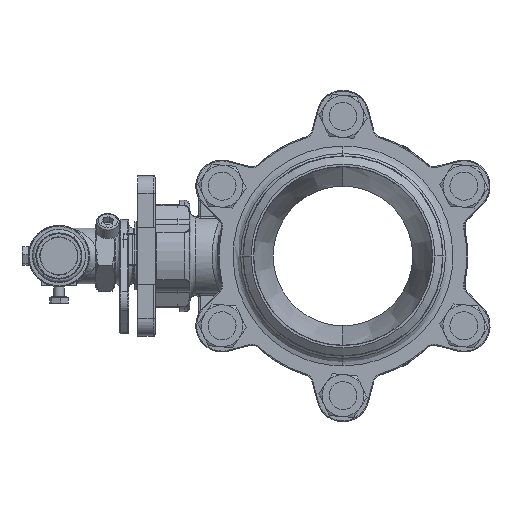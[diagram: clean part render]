
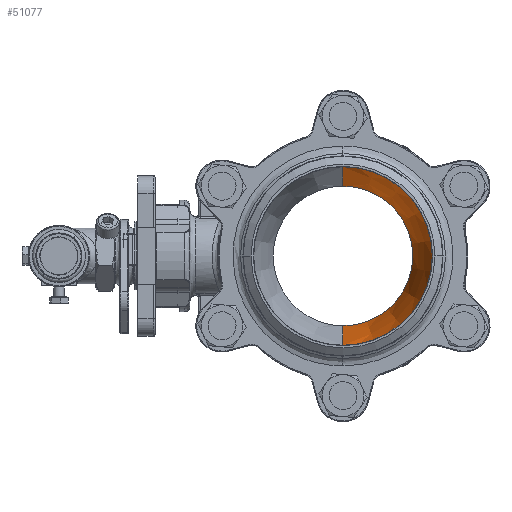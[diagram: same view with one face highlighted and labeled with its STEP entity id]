
A CAD part, left-side view. The second image highlights one B-rep face of the part: STEP entity #51077.
In plain terms, the highlighted conical face has half-angle 15.955 degrees and reference radius 51.15 mm.
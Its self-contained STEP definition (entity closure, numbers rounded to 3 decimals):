
#1505 = AXIS2_PLACEMENT_3D ( 'NONE', #24499, #93693, #34400 ) ;
#14852 = CIRCLE ( 'NONE', #109327, 40. ) ;
#16130 = CONICAL_SURFACE ( 'NONE', #56781, 51.15, 0.278 ) ;
#18012 = CARTESIAN_POINT ( 'NONE',  ( -93.5, 0., -51.15 ) ) ;
#18835 = LINE ( 'NONE', #56924, #54460 ) ;
#21091 = ORIENTED_EDGE ( 'NONE', *, *, #123156, .T. ) ;
#24499 = CARTESIAN_POINT ( 'NONE',  ( -93.5, 0., 0. ) ) ;
#25860 = ORIENTED_EDGE ( 'NONE', *, *, #52379, .T. ) ;
#29904 = EDGE_CURVE ( 'NONE', #114056, #112998, #110771, .T. ) ;
#34400 = DIRECTION ( 'NONE',  ( 0., 0., 1. ) ) ;
#36991 = DIRECTION ( 'NONE',  ( -1., 0., 0. ) ) ;
#37139 = VERTEX_POINT ( 'NONE', #118234 ) ;
#46104 = CARTESIAN_POINT ( 'NONE',  ( -54.5, 0., 40. ) ) ;
#51077 = ADVANCED_FACE ( 'NONE', ( #54893 ), #16130, .F. ) ;
#52208 = EDGE_LOOP ( 'NONE', ( #21091, #25860, #65435, #90915 ) ) ;
#52379 = EDGE_CURVE ( 'NONE', #37139, #112998, #105546, .T. ) ;
#53129 = CARTESIAN_POINT ( 'NONE',  ( -93.5, 0., 51.15 ) ) ;
#53657 = VERTEX_POINT ( 'NONE', #46104 ) ;
#54349 = DIRECTION ( 'NONE',  ( 1., 0., 0. ) ) ;
#54460 = VECTOR ( 'NONE', #126175, 1000. ) ;
#54893 = FACE_OUTER_BOUND ( 'NONE', #52208, .T. ) ;
#56781 = AXIS2_PLACEMENT_3D ( 'NONE', #86756, #36991, #87199 ) ;
#56924 = CARTESIAN_POINT ( 'NONE',  ( -93.5, 0., 51.15 ) ) ;
#58690 = DIRECTION ( 'NONE',  ( -0.961, 0., -0.275 ) ) ;
#65435 = ORIENTED_EDGE ( 'NONE', *, *, #29904, .F. ) ;
#79266 = VECTOR ( 'NONE', #58690, 1000. ) ;
#79466 = CARTESIAN_POINT ( 'NONE',  ( -93.5, 0., -51.15 ) ) ;
#86756 = CARTESIAN_POINT ( 'NONE',  ( -93.5, 0., 0. ) ) ;
#87199 = DIRECTION ( 'NONE',  ( 0., 0., 1. ) ) ;
#90915 = ORIENTED_EDGE ( 'NONE', *, *, #107298, .F. ) ;
#93693 = DIRECTION ( 'NONE',  ( 1., 0., 0. ) ) ;
#105546 = LINE ( 'NONE', #18012, #79266 ) ;
#107298 = EDGE_CURVE ( 'NONE', #53657, #114056, #18835, .T. ) ;
#109327 = AXIS2_PLACEMENT_3D ( 'NONE', #113592, #54349, #123579 ) ;
#110771 = CIRCLE ( 'NONE', #1505, 51.15 ) ;
#112998 = VERTEX_POINT ( 'NONE', #79466 ) ;
#113592 = CARTESIAN_POINT ( 'NONE',  ( -54.5, 0., 0. ) ) ;
#114056 = VERTEX_POINT ( 'NONE', #53129 ) ;
#118234 = CARTESIAN_POINT ( 'NONE',  ( -54.5, 0., -40. ) ) ;
#123156 = EDGE_CURVE ( 'NONE', #53657, #37139, #14852, .T. ) ;
#123579 = DIRECTION ( 'NONE',  ( 0., 0., -1. ) ) ;
#126175 = DIRECTION ( 'NONE',  ( -0.961, 0., 0.275 ) ) ;
